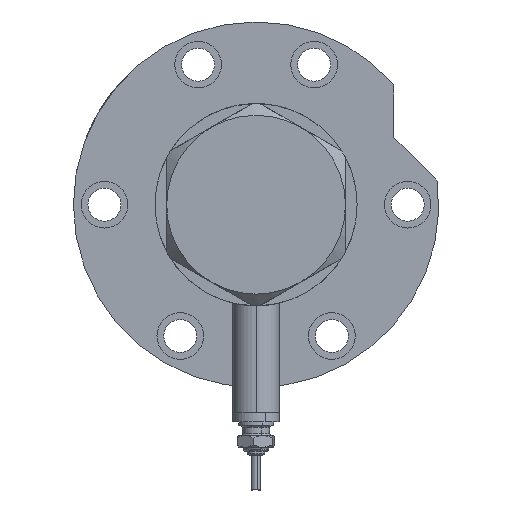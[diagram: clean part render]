
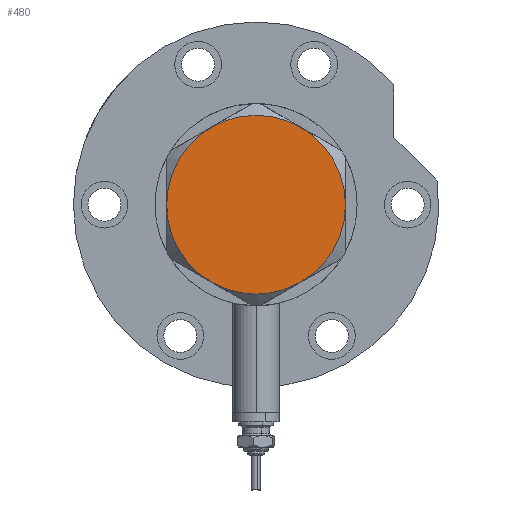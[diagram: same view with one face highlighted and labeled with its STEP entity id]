
A CAD part, left-side view. The second image highlights one B-rep face of the part: STEP entity #480.
In plain terms, the highlighted face is planar.
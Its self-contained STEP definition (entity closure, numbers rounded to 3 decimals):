
#22 = CARTESIAN_POINT ( 'NONE',  ( -11.5, -19.919, 9. ) ) ;
#480 = ADVANCED_FACE ( 'NONE', ( #6403 ), #1632, .T. ) ;
#947 = AXIS2_PLACEMENT_3D ( 'NONE', #3950, #3302, #6281 ) ;
#1072 = AXIS2_PLACEMENT_3D ( 'NONE', #5022, #3707, #3827 ) ;
#1319 = ORIENTED_EDGE ( 'NONE', *, *, #3554, .T. ) ;
#1574 = DIRECTION ( 'NONE',  ( 1., 0., 0. ) ) ;
#1632 = PLANE ( 'NONE',  #2405 ) ;
#1651 = VERTEX_POINT ( 'NONE', #1993 ) ;
#1888 = EDGE_CURVE ( 'NONE', #1651, #5693, #4468, .T. ) ;
#1988 = CARTESIAN_POINT ( 'NONE',  ( 0., 0., 9. ) ) ;
#1993 = CARTESIAN_POINT ( 'NONE',  ( 11.5, -19.919, 9. ) ) ;
#2339 = CIRCLE ( 'NONE', #1072, 23. ) ;
#2405 = AXIS2_PLACEMENT_3D ( 'NONE', #3988, #3466, #5921 ) ;
#2492 = CIRCLE ( 'NONE', #5689, 23. ) ;
#2924 = ORIENTED_EDGE ( 'NONE', *, *, #5583, .T. ) ;
#3176 = DIRECTION ( 'NONE',  ( 0., 0., 1. ) ) ;
#3302 = DIRECTION ( 'NONE',  ( 0., 0., 1. ) ) ;
#3458 = EDGE_CURVE ( 'NONE', #4042, #6183, #2339, .T. ) ;
#3466 = DIRECTION ( 'NONE',  ( 0., 0., 1. ) ) ;
#3554 = EDGE_CURVE ( 'NONE', #6183, #3965, #7090, .T. ) ;
#3656 = DIRECTION ( 'NONE',  ( 1., 0., 0. ) ) ;
#3707 = DIRECTION ( 'NONE',  ( 0., 0., 1. ) ) ;
#3827 = DIRECTION ( 'NONE',  ( 1., 0., 0. ) ) ;
#3890 = CIRCLE ( 'NONE', #4652, 23. ) ;
#3900 = DIRECTION ( 'NONE',  ( 1., 0., 0. ) ) ;
#3950 = CARTESIAN_POINT ( 'NONE',  ( 0., 0., 9. ) ) ;
#3965 = VERTEX_POINT ( 'NONE', #22 ) ;
#3988 = CARTESIAN_POINT ( 'NONE',  ( 0., 0., 9. ) ) ;
#4042 = VERTEX_POINT ( 'NONE', #4315 ) ;
#4315 = CARTESIAN_POINT ( 'NONE',  ( -11.5, 19.919, 9. ) ) ;
#4468 = CIRCLE ( 'NONE', #7823, 23. ) ;
#4497 = DIRECTION ( 'NONE',  ( 1., 0., 0. ) ) ;
#4620 = CARTESIAN_POINT ( 'NONE',  ( 0., 0., 9. ) ) ;
#4652 = AXIS2_PLACEMENT_3D ( 'NONE', #1988, #3176, #3900 ) ;
#5022 = CARTESIAN_POINT ( 'NONE',  ( 0., 0., 9. ) ) ;
#5037 = CIRCLE ( 'NONE', #947, 23. ) ;
#5060 = CARTESIAN_POINT ( 'NONE',  ( 0., 0., 9. ) ) ;
#5391 = DIRECTION ( 'NONE',  ( 0., 0., 1. ) ) ;
#5583 = EDGE_CURVE ( 'NONE', #6781, #4042, #5037, .T. ) ;
#5689 = AXIS2_PLACEMENT_3D ( 'NONE', #6752, #5391, #3656 ) ;
#5693 = VERTEX_POINT ( 'NONE', #7168 ) ;
#5871 = EDGE_LOOP ( 'NONE', ( #6193, #7742, #2924, #5954, #1319, #7735 ) ) ;
#5921 = DIRECTION ( 'NONE',  ( 1., 0., 0. ) ) ;
#5947 = EDGE_CURVE ( 'NONE', #3965, #1651, #3890, .T. ) ;
#5954 = ORIENTED_EDGE ( 'NONE', *, *, #3458, .T. ) ;
#6183 = VERTEX_POINT ( 'NONE', #6597 ) ;
#6193 = ORIENTED_EDGE ( 'NONE', *, *, #1888, .T. ) ;
#6199 = EDGE_CURVE ( 'NONE', #5693, #6781, #2492, .T. ) ;
#6281 = DIRECTION ( 'NONE',  ( 1., 0., 0. ) ) ;
#6403 = FACE_OUTER_BOUND ( 'NONE', #5871, .T. ) ;
#6479 = CARTESIAN_POINT ( 'NONE',  ( 11.5, 19.919, 9. ) ) ;
#6597 = CARTESIAN_POINT ( 'NONE',  ( -23., 0., 9. ) ) ;
#6752 = CARTESIAN_POINT ( 'NONE',  ( 0., 0., 9. ) ) ;
#6781 = VERTEX_POINT ( 'NONE', #6479 ) ;
#7074 = DIRECTION ( 'NONE',  ( 0., 0., 1. ) ) ;
#7090 = CIRCLE ( 'NONE', #7343, 23. ) ;
#7168 = CARTESIAN_POINT ( 'NONE',  ( 23., 0., 9. ) ) ;
#7343 = AXIS2_PLACEMENT_3D ( 'NONE', #5060, #7517, #4497 ) ;
#7517 = DIRECTION ( 'NONE',  ( 0., 0., 1. ) ) ;
#7735 = ORIENTED_EDGE ( 'NONE', *, *, #5947, .T. ) ;
#7742 = ORIENTED_EDGE ( 'NONE', *, *, #6199, .T. ) ;
#7823 = AXIS2_PLACEMENT_3D ( 'NONE', #4620, #7074, #1574 ) ;
